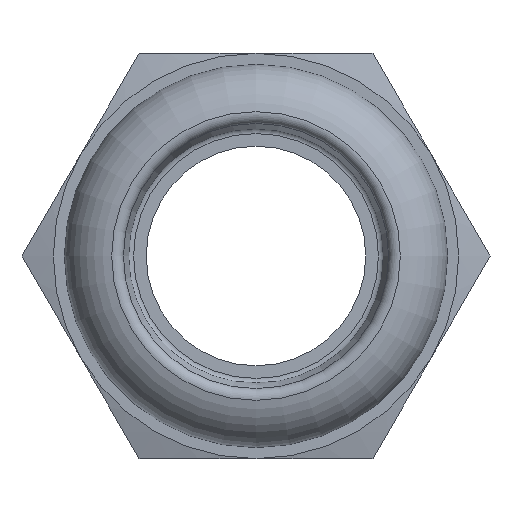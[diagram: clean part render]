
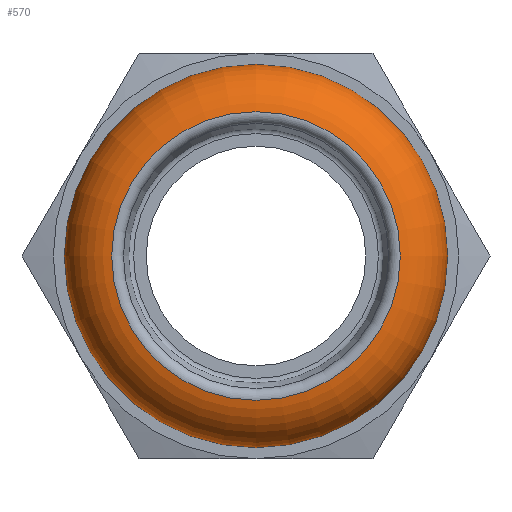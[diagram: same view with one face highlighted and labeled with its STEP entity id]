
A CAD part, front view. The second image highlights one B-rep face of the part: STEP entity #570.
In plain terms, the highlighted toroidal (fillet/blend) face has major radius 8.025 mm and minor radius 3.33 mm.
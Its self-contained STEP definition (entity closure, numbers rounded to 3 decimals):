
#101=FACE_OUTER_BOUND('',#138,.T.);
#138=EDGE_LOOP('',(#381,#382,#383,#384,#385,#386));
#179=CIRCLE('',#628,9.15);
#180=CIRCLE('',#629,9.15);
#181=CIRCLE('',#630,3.33);
#182=CIRCLE('',#631,8.543);
#183=CIRCLE('',#632,8.543);
#232=VERTEX_POINT('',#915);
#233=VERTEX_POINT('',#916);
#234=VERTEX_POINT('',#919);
#235=VERTEX_POINT('',#921);
#290=EDGE_CURVE('',#232,#233,#179,.T.);
#291=EDGE_CURVE('',#233,#232,#180,.T.);
#292=EDGE_CURVE('',#233,#234,#181,.T.);
#293=EDGE_CURVE('',#234,#235,#182,.T.);
#294=EDGE_CURVE('',#235,#234,#183,.T.);
#381=ORIENTED_EDGE('',*,*,#290,.F.);
#382=ORIENTED_EDGE('',*,*,#291,.F.);
#383=ORIENTED_EDGE('',*,*,#292,.T.);
#384=ORIENTED_EDGE('',*,*,#293,.T.);
#385=ORIENTED_EDGE('',*,*,#294,.T.);
#386=ORIENTED_EDGE('',*,*,#292,.F.);
#563=TOROIDAL_SURFACE('',#627,8.025,3.33);
#570=ADVANCED_FACE('',(#101),#563,.T.);
#627=AXIS2_PLACEMENT_3D('',#914,#719,#720);
#628=AXIS2_PLACEMENT_3D('',#917,#721,#722);
#629=AXIS2_PLACEMENT_3D('',#918,#723,#724);
#630=AXIS2_PLACEMENT_3D('',#920,#725,#726);
#631=AXIS2_PLACEMENT_3D('',#922,#727,#728);
#632=AXIS2_PLACEMENT_3D('',#923,#729,#730);
#719=DIRECTION('center_axis',(0.,1.,0.));
#720=DIRECTION('ref_axis',(0.,0.,1.));
#721=DIRECTION('center_axis',(0.,1.,0.));
#722=DIRECTION('ref_axis',(0.,0.,1.));
#723=DIRECTION('center_axis',(0.,1.,0.));
#724=DIRECTION('ref_axis',(0.,0.,1.));
#725=DIRECTION('center_axis',(-1.,0.,0.));
#726=DIRECTION('ref_axis',(0.,0.,-1.));
#727=DIRECTION('center_axis',(0.,1.,0.));
#728=DIRECTION('ref_axis',(0.,0.,1.));
#729=DIRECTION('center_axis',(0.,1.,0.));
#730=DIRECTION('ref_axis',(0.,0.,1.));
#914=CARTESIAN_POINT('Origin',(0.,3.297,0.));
#915=CARTESIAN_POINT('',(0.,6.431,9.15));
#916=CARTESIAN_POINT('',(0.,6.431,-9.15));
#917=CARTESIAN_POINT('Origin',(0.,6.431,0.));
#918=CARTESIAN_POINT('Origin',(0.,6.431,0.));
#919=CARTESIAN_POINT('',(0.,0.007,-8.543));
#920=CARTESIAN_POINT('Origin',(0.,3.297,-8.025));
#921=CARTESIAN_POINT('',(0.,0.007,8.543));
#922=CARTESIAN_POINT('Origin',(0.,0.007,0.));
#923=CARTESIAN_POINT('Origin',(0.,0.007,0.));
